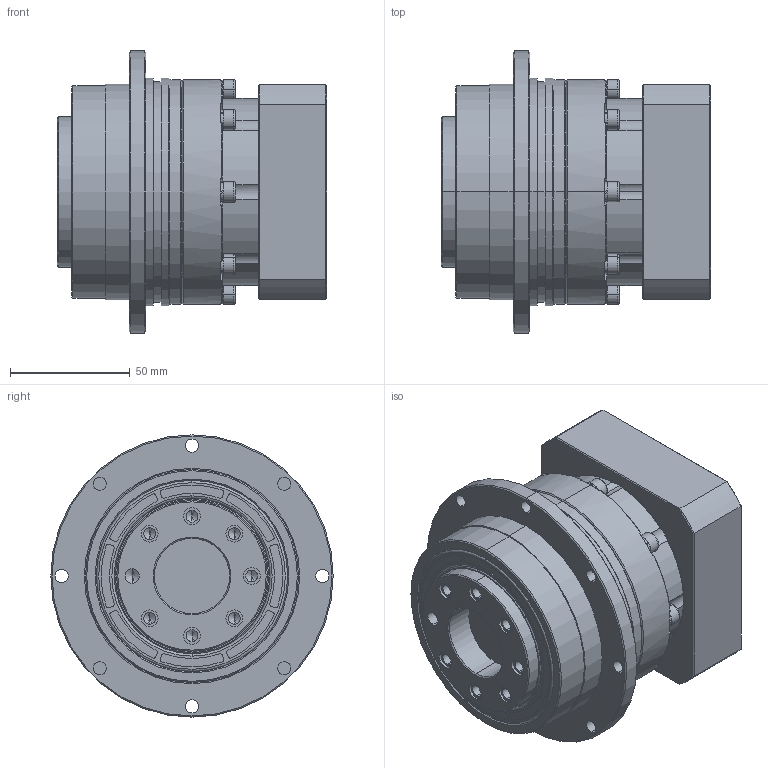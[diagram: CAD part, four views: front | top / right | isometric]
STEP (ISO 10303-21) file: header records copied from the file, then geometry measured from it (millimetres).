
FILE_DESCRIPTION (( 'STEP AP203' ), '1' );
FILE_NAME ('KD90L1-70-19-50-M5-90 俋倛芞.step', '2022-10-19T01:43:35', ( 'PC' ), ( 'Microsoft' ), 'SwSTEP 2.0', 'SolidWorks 2016', '' );
FILE_SCHEMA (( 'CONFIG_CONTROL_DESIGN' ));
Length unit declared in the file: millimetre
Products named in the file (9): 一级整体太阳轮加夹套外形图 KB90-D19; hexagon socket head cap screws gb_GB_FASTENER_SCREWS_HSHCS M5X20-N; hexagon socket head cap screws gb_GB_FASTENER_SCREWS_HSHCS M6X20-N; spring lock washers--normal type gb_GB_FASTENER_WASHER_SW 5; hex socket set screws with flat point gb_GB_FASTENER_SCREWS_HSFP M12X12-N; KD90L1-70-19-50-M5-90 俋倛芞; 一级齿圈外形图加法兰盘外形图 KD90; 笢潔楊擘俋倛芞 KD90; 萇儂楊擘俋倛芞 KB90 D70-M5-90F90H28.5
Assembly tree (34 placements, depth 2):
  KD90L1-70-19-50-M5-90 俋倛芞
    一级齿圈外形图加法兰盘外形图 KD90
    笢潔楊擘俋倛芞 KD90
    萇儂楊擘俋倛芞 KB90 D70-M5-90F90H28.5
    一级整体太阳轮加夹套外形图 KB90-D19
    hexagon socket head cap screws gb_GB_FASTENER_SCREWS_HSHCS M5X20-N  x9
    hexagon socket head cap screws gb_GB_FASTENER_SCREWS_HSHCS M6X20-N  x6
    spring lock washers--normal type gb_GB_FASTENER_WASHER_SW 5  x14
    hex socket set screws with flat point gb_GB_FASTENER_SCREWS_HSFP M12X12-N
Bounding box: 112.5 x 118 x 118 mm (x, y, z)
Volume: 619290.2 mm3; surface area: 137724.2 mm2
Topology: 36 solids, 36 shells, 1087 faces, 2640 edges, 1638 vertices
Faces by surface type: plane 447, cylinder 416, cone 188, torus 36
Entity records: 21057 total; most frequent: CARTESIAN_POINT 3686, DIRECTION 3580, ORIENTED_EDGE 3116, EDGE_CURVE 1558, AXIS2_PLACEMENT_3D 1451, VERTEX_POINT 1001, CIRCLE 782, EDGE_LOOP 743
